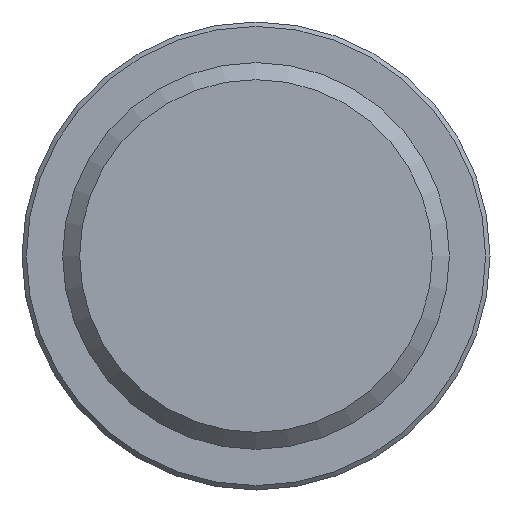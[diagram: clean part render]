
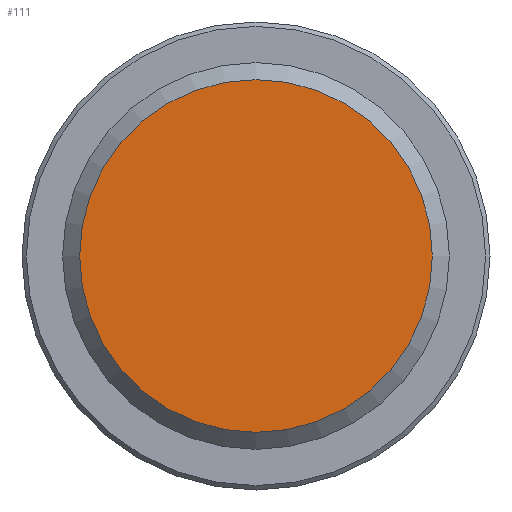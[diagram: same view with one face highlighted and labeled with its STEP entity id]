
A CAD part, front view. The second image highlights one B-rep face of the part: STEP entity #111.
In plain terms, the highlighted planar face has unit normal (0, -1, 0).
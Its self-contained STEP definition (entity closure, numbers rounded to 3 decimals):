
#111 = ADVANCED_FACE( '', ( #232 ), #233, .F. );
#232 = FACE_OUTER_BOUND( '', #354, .T. );
#233 = PLANE( '', #355 );
#354 = EDGE_LOOP( '', ( #590 ) );
#355 = AXIS2_PLACEMENT_3D( '', #591, #592, #593 );
#590 = ORIENTED_EDGE( '', *, *, #739, .T. );
#591 = CARTESIAN_POINT( '', ( 12.059, -16., 0. ) );
#592 = DIRECTION( '', ( 0., 1., 0. ) );
#593 = DIRECTION( '', ( 0., 0., 1. ) );
#739 = EDGE_CURVE( '', #875, #875, #876, .T. );
#875 = VERTEX_POINT( '', #1083 );
#876 = CIRCLE( '', #1084, 12.059 );
#1083 = CARTESIAN_POINT( '', ( 0., -16., -12.059 ) );
#1084 = AXIS2_PLACEMENT_3D( '', #1196, #1197, #1198 );
#1196 = CARTESIAN_POINT( '', ( 0., -16., 0. ) );
#1197 = DIRECTION( '', ( 0., -1., 0. ) );
#1198 = DIRECTION( '', ( 0., 0., -1. ) );
